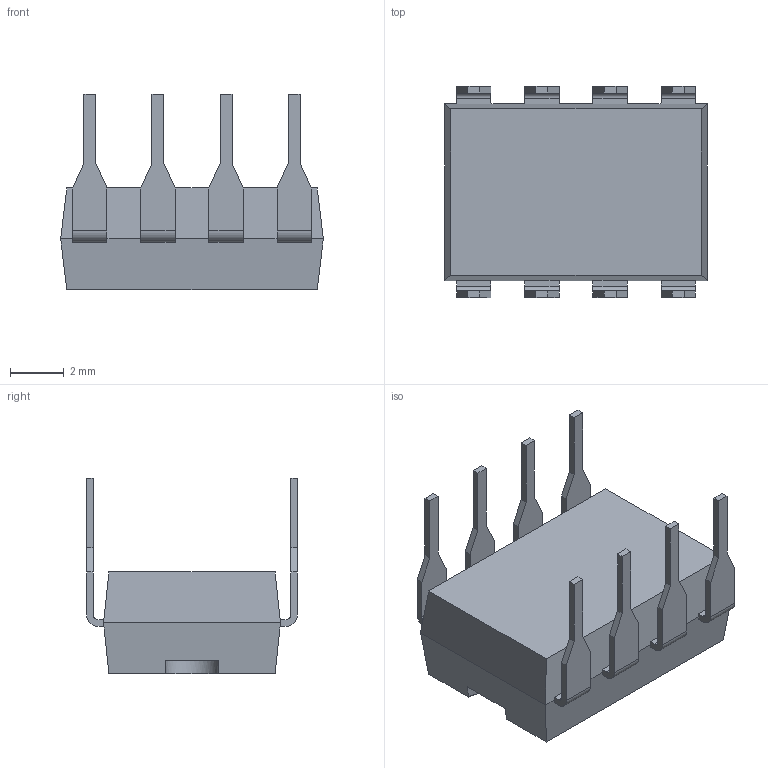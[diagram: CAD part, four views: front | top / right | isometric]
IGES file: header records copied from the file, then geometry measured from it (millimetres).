
Start section: SolidWorks IGES file using analytic representation for surfaces
Global section: file name: DIP8.IGS; native system: SolidWorks 2013; preprocessor: SolidWorks 2013; author: Alexandre; date: 151120.160925; units: millimetre
Bounding box: 9.8 x 7.87 x 7.3 mm (x, y, z)
Surface area: 338.3 mm2 (no closed solid volume)
Topology: 0 solids, 0 shells, 116 faces, 802 edges, 802 vertices
Faces by surface type: bspline 99, revolution 17
